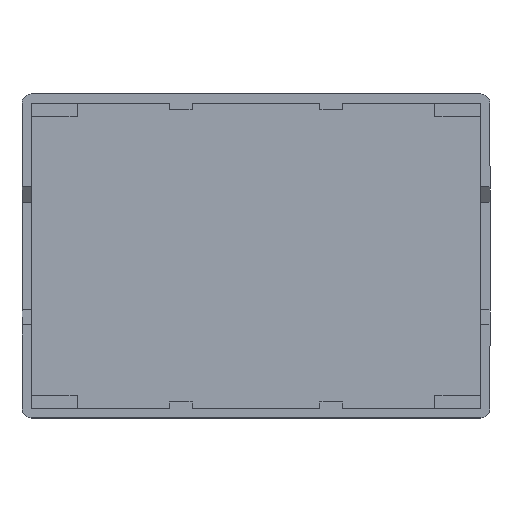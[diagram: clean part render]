
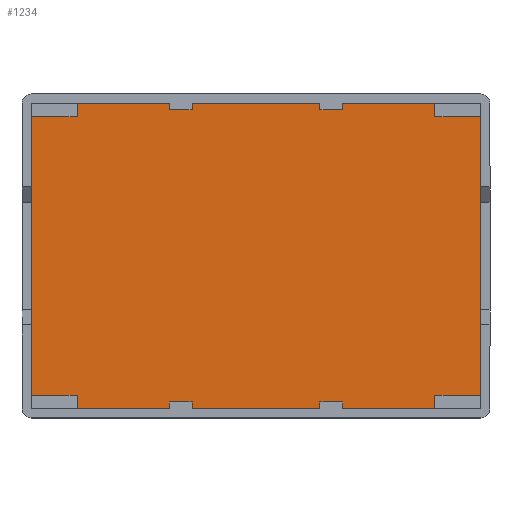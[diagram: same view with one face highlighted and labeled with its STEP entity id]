
A CAD part, top view. The second image highlights one B-rep face of the part: STEP entity #1234.
In plain terms, the highlighted planar face has unit normal (0, 0, 1).
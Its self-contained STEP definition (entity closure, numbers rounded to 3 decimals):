
#6 = VECTOR ( 'NONE', #557, 1000. ) ;
#17 = ORIENTED_EDGE ( 'NONE', *, *, #1507, .F. ) ;
#38 = VECTOR ( 'NONE', #1411, 1000. ) ;
#83 = LINE ( 'NONE', #685, #6 ) ;
#90 = VECTOR ( 'NONE', #375, 1000. ) ;
#93 = CARTESIAN_POINT ( 'NONE',  ( 38.9, 33.25, -10. ) ) ;
#124 = LINE ( 'NONE', #378, #560 ) ;
#125 = EDGE_CURVE ( 'NONE', #539, #625, #1331, .T. ) ;
#138 = CARTESIAN_POINT ( 'NONE',  ( -38.9, -30.25, -10. ) ) ;
#154 = DIRECTION ( 'NONE',  ( 1., 0., 0. ) ) ;
#158 = CARTESIAN_POINT ( 'NONE',  ( -48.9, -30.25, -10. ) ) ;
#165 = CARTESIAN_POINT ( 'NONE',  ( -38.9, 33.25, -10. ) ) ;
#199 = CARTESIAN_POINT ( 'NONE',  ( 38.9, -33.25, -10. ) ) ;
#220 = VECTOR ( 'NONE', #1059, 1000. ) ;
#225 = LINE ( 'NONE', #587, #826 ) ;
#236 = EDGE_CURVE ( 'NONE', #1587, #299, #225, .T. ) ;
#251 = ORIENTED_EDGE ( 'NONE', *, *, #968, .F. ) ;
#258 = CARTESIAN_POINT ( 'NONE',  ( 0., 0., -10. ) ) ;
#265 = VECTOR ( 'NONE', #154, 1000. ) ;
#267 = AXIS2_PLACEMENT_3D ( 'NONE', #258, #1385, #746 ) ;
#270 = CARTESIAN_POINT ( 'NONE',  ( 48.9, -30.25, -10. ) ) ;
#272 = VERTEX_POINT ( 'NONE', #1598 ) ;
#299 = VERTEX_POINT ( 'NONE', #324 ) ;
#324 = CARTESIAN_POINT ( 'NONE',  ( -38.9, -33.25, -10. ) ) ;
#347 = EDGE_CURVE ( 'NONE', #1275, #544, #749, .T. ) ;
#375 = DIRECTION ( 'NONE',  ( 0., 1., 0. ) ) ;
#378 = CARTESIAN_POINT ( 'NONE',  ( -38.9, 30.25, -10. ) ) ;
#453 = EDGE_CURVE ( 'NONE', #299, #272, #856, .T. ) ;
#491 = FACE_OUTER_BOUND ( 'NONE', #614, .T. ) ;
#510 = CARTESIAN_POINT ( 'NONE',  ( 38.9, -30.25, -10. ) ) ;
#517 = LINE ( 'NONE', #778, #38 ) ;
#528 = PLANE ( 'NONE',  #267 ) ;
#529 = EDGE_CURVE ( 'NONE', #1026, #656, #545, .T. ) ;
#531 = VERTEX_POINT ( 'NONE', #943 ) ;
#537 = ORIENTED_EDGE ( 'NONE', *, *, #529, .F. ) ;
#539 = VERTEX_POINT ( 'NONE', #657 ) ;
#542 = ORIENTED_EDGE ( 'NONE', *, *, #992, .F. ) ;
#544 = VERTEX_POINT ( 'NONE', #1063 ) ;
#545 = LINE ( 'NONE', #1310, #265 ) ;
#557 = DIRECTION ( 'NONE',  ( 0., 1., 0. ) ) ;
#558 = VECTOR ( 'NONE', #1376, 1000. ) ;
#560 = VECTOR ( 'NONE', #1156, 1000. ) ;
#563 = CARTESIAN_POINT ( 'NONE',  ( 38.9, 33.25, -10. ) ) ;
#587 = CARTESIAN_POINT ( 'NONE',  ( -38.9, -33.25, -10. ) ) ;
#598 = VERTEX_POINT ( 'NONE', #270 ) ;
#614 = EDGE_LOOP ( 'NONE', ( #1516, #780, #820, #1201, #789, #542, #689, #1020, #537, #17, #1574, #251 ) ) ;
#625 = VERTEX_POINT ( 'NONE', #563 ) ;
#634 = VECTOR ( 'NONE', #1496, 1000. ) ;
#656 = VERTEX_POINT ( 'NONE', #860 ) ;
#657 = CARTESIAN_POINT ( 'NONE',  ( -38.9, 33.25, -10. ) ) ;
#685 = CARTESIAN_POINT ( 'NONE',  ( -38.9, 30.25, -10. ) ) ;
#689 = ORIENTED_EDGE ( 'NONE', *, *, #1224, .F. ) ;
#746 = DIRECTION ( 'NONE',  ( -1., 0., 0. ) ) ;
#749 = LINE ( 'NONE', #863, #90 ) ;
#778 = CARTESIAN_POINT ( 'NONE',  ( 48.9, -30.25, -10. ) ) ;
#780 = ORIENTED_EDGE ( 'NONE', *, *, #347, .F. ) ;
#789 = ORIENTED_EDGE ( 'NONE', *, *, #236, .F. ) ;
#802 = VERTEX_POINT ( 'NONE', #510 ) ;
#820 = ORIENTED_EDGE ( 'NONE', *, *, #882, .F. ) ;
#826 = VECTOR ( 'NONE', #1339, 1000. ) ;
#856 = LINE ( 'NONE', #138, #558 ) ;
#860 = CARTESIAN_POINT ( 'NONE',  ( 48.9, 30.25, -10. ) ) ;
#863 = CARTESIAN_POINT ( 'NONE',  ( -48.9, -30.25, -10. ) ) ;
#867 = LINE ( 'NONE', #896, #1447 ) ;
#882 = EDGE_CURVE ( 'NONE', #272, #1275, #1297, .T. ) ;
#896 = CARTESIAN_POINT ( 'NONE',  ( 38.9, -30.25, -10. ) ) ;
#943 = CARTESIAN_POINT ( 'NONE',  ( -38.9, 30.25, -10. ) ) ;
#966 = LINE ( 'NONE', #199, #220 ) ;
#968 = EDGE_CURVE ( 'NONE', #531, #539, #83, .T. ) ;
#992 = EDGE_CURVE ( 'NONE', #802, #1587, #966, .T. ) ;
#1020 = ORIENTED_EDGE ( 'NONE', *, *, #1237, .F. ) ;
#1026 = VERTEX_POINT ( 'NONE', #1504 ) ;
#1036 = CARTESIAN_POINT ( 'NONE',  ( -48.9, -30.25, -10. ) ) ;
#1059 = DIRECTION ( 'NONE',  ( 0., -1., 0. ) ) ;
#1063 = CARTESIAN_POINT ( 'NONE',  ( -48.9, 30.25, -10. ) ) ;
#1074 = VECTOR ( 'NONE', #1439, 1000. ) ;
#1156 = DIRECTION ( 'NONE',  ( 1., 0., 0. ) ) ;
#1164 = DIRECTION ( 'NONE',  ( -1., 0., 0. ) ) ;
#1170 = VECTOR ( 'NONE', #1557, 1000. ) ;
#1201 = ORIENTED_EDGE ( 'NONE', *, *, #453, .F. ) ;
#1224 = EDGE_CURVE ( 'NONE', #598, #802, #867, .T. ) ;
#1234 = ADVANCED_FACE ( 'NONE', ( #491 ), #528, .F. ) ;
#1237 = EDGE_CURVE ( 'NONE', #656, #598, #517, .T. ) ;
#1274 = EDGE_CURVE ( 'NONE', #544, #531, #124, .T. ) ;
#1275 = VERTEX_POINT ( 'NONE', #1036 ) ;
#1297 = LINE ( 'NONE', #158, #1170 ) ;
#1310 = CARTESIAN_POINT ( 'NONE',  ( 48.9, 30.25, -10. ) ) ;
#1331 = LINE ( 'NONE', #165, #1074 ) ;
#1339 = DIRECTION ( 'NONE',  ( -1., 0., 0. ) ) ;
#1356 = LINE ( 'NONE', #93, #634 ) ;
#1376 = DIRECTION ( 'NONE',  ( 0., 1., 0. ) ) ;
#1383 = CARTESIAN_POINT ( 'NONE',  ( 38.9, -33.25, -10. ) ) ;
#1385 = DIRECTION ( 'NONE',  ( 0., 0., -1. ) ) ;
#1411 = DIRECTION ( 'NONE',  ( 0., -1., 0. ) ) ;
#1439 = DIRECTION ( 'NONE',  ( 1., 0., 0. ) ) ;
#1447 = VECTOR ( 'NONE', #1164, 1000. ) ;
#1496 = DIRECTION ( 'NONE',  ( 0., -1., 0. ) ) ;
#1504 = CARTESIAN_POINT ( 'NONE',  ( 38.9, 30.25, -10. ) ) ;
#1507 = EDGE_CURVE ( 'NONE', #625, #1026, #1356, .T. ) ;
#1516 = ORIENTED_EDGE ( 'NONE', *, *, #1274, .F. ) ;
#1557 = DIRECTION ( 'NONE',  ( -1., 0., 0. ) ) ;
#1574 = ORIENTED_EDGE ( 'NONE', *, *, #125, .F. ) ;
#1587 = VERTEX_POINT ( 'NONE', #1383 ) ;
#1598 = CARTESIAN_POINT ( 'NONE',  ( -38.9, -30.25, -10. ) ) ;
